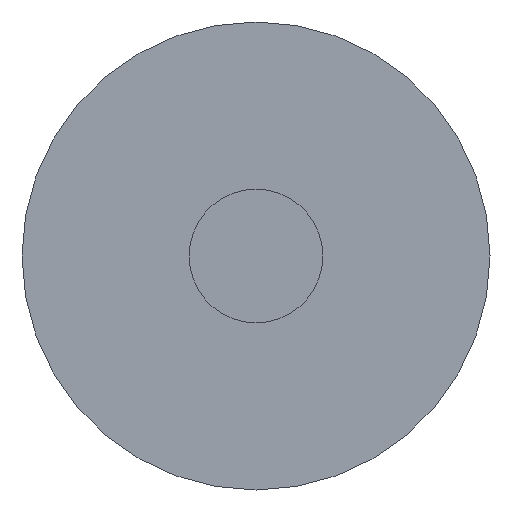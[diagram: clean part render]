
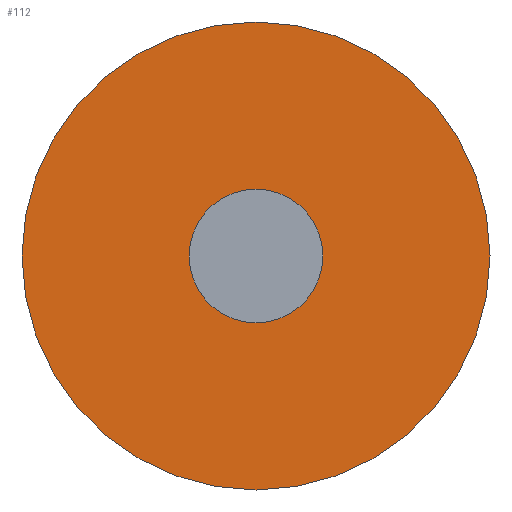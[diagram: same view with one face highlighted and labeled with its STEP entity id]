
A CAD part, front view. The second image highlights one B-rep face of the part: STEP entity #112.
In plain terms, the highlighted planar face has unit normal (0, -1, 0).
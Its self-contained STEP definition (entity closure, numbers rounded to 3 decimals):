
#4 = CARTESIAN_POINT ( 'NONE',  ( 0., 0., 0. ) ) ;
#22 = AXIS2_PLACEMENT_3D ( 'NONE', #4, #242, #241 ) ;
#24 = DIRECTION ( 'NONE',  ( 0., 0., 1. ) ) ;
#28 = DIRECTION ( 'NONE',  ( 0., -1., 0. ) ) ;
#33 = DIRECTION ( 'NONE',  ( 0., 0., -1. ) ) ;
#37 = EDGE_LOOP ( 'NONE', ( #201, #158 ) ) ;
#41 = CARTESIAN_POINT ( 'NONE',  ( 0., 0., 5. ) ) ;
#45 = EDGE_CURVE ( 'NONE', #137, #145, #246, .T. ) ;
#48 = DIRECTION ( 'NONE',  ( 0., 0., 1. ) ) ;
#53 = CARTESIAN_POINT ( 'NONE',  ( 0., 0., 0. ) ) ;
#65 = CARTESIAN_POINT ( 'NONE',  ( 0., 0., 17.5 ) ) ;
#73 = CARTESIAN_POINT ( 'NONE',  ( 0., 0., 0. ) ) ;
#84 = CARTESIAN_POINT ( 'NONE',  ( 0., 0., -5. ) ) ;
#92 = FACE_BOUND ( 'NONE', #228, .T. ) ;
#93 = CIRCLE ( 'NONE', #216, 5. ) ;
#103 = EDGE_CURVE ( 'NONE', #229, #248, #267, .T. ) ;
#112 = ADVANCED_FACE ( 'NONE', ( #92, #153 ), #266, .F. ) ;
#118 = EDGE_CURVE ( 'NONE', #248, #229, #258, .T. ) ;
#122 = AXIS2_PLACEMENT_3D ( 'NONE', #73, #190, #24 ) ;
#124 = AXIS2_PLACEMENT_3D ( 'NONE', #278, #28, #132 ) ;
#132 = DIRECTION ( 'NONE',  ( 0., 0., -1. ) ) ;
#135 = ORIENTED_EDGE ( 'NONE', *, *, #45, .F. ) ;
#136 = DIRECTION ( 'NONE',  ( 0., -1., 0. ) ) ;
#137 = VERTEX_POINT ( 'NONE', #84 ) ;
#144 = CARTESIAN_POINT ( 'NONE',  ( 0., 0., -17.5 ) ) ;
#145 = VERTEX_POINT ( 'NONE', #41 ) ;
#153 = FACE_OUTER_BOUND ( 'NONE', #37, .T. ) ;
#158 = ORIENTED_EDGE ( 'NONE', *, *, #118, .F. ) ;
#190 = DIRECTION ( 'NONE',  ( 0., 1., 0. ) ) ;
#201 = ORIENTED_EDGE ( 'NONE', *, *, #103, .F. ) ;
#216 = AXIS2_PLACEMENT_3D ( 'NONE', #53, #136, #33 ) ;
#222 = EDGE_CURVE ( 'NONE', #145, #137, #93, .T. ) ;
#228 = EDGE_LOOP ( 'NONE', ( #135, #233 ) ) ;
#229 = VERTEX_POINT ( 'NONE', #144 ) ;
#233 = ORIENTED_EDGE ( 'NONE', *, *, #222, .F. ) ;
#234 = AXIS2_PLACEMENT_3D ( 'NONE', #259, #257, #48 ) ;
#241 = DIRECTION ( 'NONE',  ( 0., 0., 1. ) ) ;
#242 = DIRECTION ( 'NONE',  ( 0., 1., 0. ) ) ;
#246 = CIRCLE ( 'NONE', #124, 5. ) ;
#248 = VERTEX_POINT ( 'NONE', #65 ) ;
#257 = DIRECTION ( 'NONE',  ( 0., 1., 0. ) ) ;
#258 = CIRCLE ( 'NONE', #22, 17.5 ) ;
#259 = CARTESIAN_POINT ( 'NONE',  ( 0., 0., 0. ) ) ;
#266 = PLANE ( 'NONE',  #234 ) ;
#267 = CIRCLE ( 'NONE', #122, 17.5 ) ;
#278 = CARTESIAN_POINT ( 'NONE',  ( 0., 0., 0. ) ) ;
